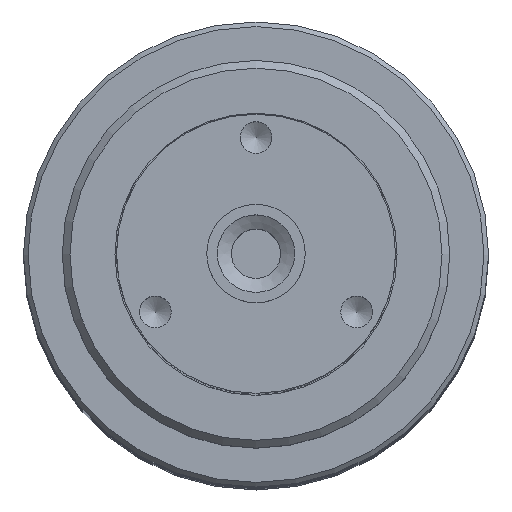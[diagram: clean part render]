
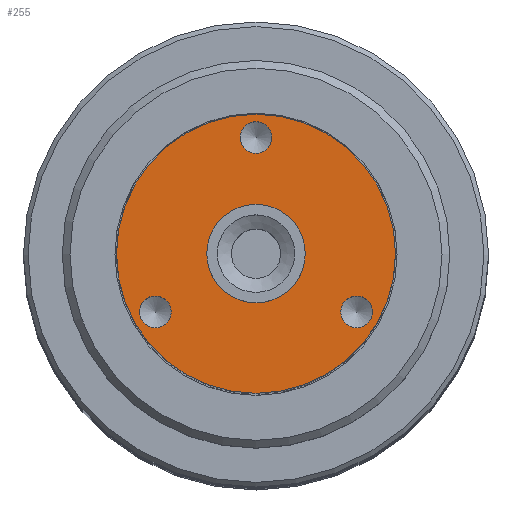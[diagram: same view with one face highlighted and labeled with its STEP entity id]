
A CAD part, top view. The second image highlights one B-rep face of the part: STEP entity #255.
In plain terms, the highlighted planar face has unit normal (0, 0, 1).
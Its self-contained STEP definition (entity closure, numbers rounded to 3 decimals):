
#255=ADVANCED_FACE('',(#589,#590,#591,#592,#593),#594,.T.);
#589=FACE_BOUND('',#1054,.T.);
#590=FACE_BOUND('',#1055,.T.);
#591=FACE_BOUND('',#1056,.T.);
#592=FACE_BOUND('',#1057,.T.);
#593=FACE_OUTER_BOUND('',#1058,.T.);
#594=PLANE('',#1059);
#1054=EDGE_LOOP('',(#1834));
#1055=EDGE_LOOP('',(#1835));
#1056=EDGE_LOOP('',(#1836));
#1057=EDGE_LOOP('',(#1837));
#1058=EDGE_LOOP('',(#1838));
#1059=AXIS2_PLACEMENT_3D('',#1839,#1840,#1841);
#1834=ORIENTED_EDGE('',*,*,#2351,.T.);
#1835=ORIENTED_EDGE('',*,*,#2350,.T.);
#1836=ORIENTED_EDGE('',*,*,#2349,.T.);
#1837=ORIENTED_EDGE('',*,*,#2348,.T.);
#1838=ORIENTED_EDGE('',*,*,#2362,.F.);
#1839=CARTESIAN_POINT('',(0.0,0.0,116.2));
#1840=DIRECTION('',(0.0,0.0,1.0));
#1841=DIRECTION('',(1.0,0.0,0.0));
#2348=EDGE_CURVE('',#2798,#2798,#2799,.T.);
#2349=EDGE_CURVE('',#2800,#2800,#2801,.T.);
#2350=EDGE_CURVE('',#2802,#2802,#2803,.T.);
#2351=EDGE_CURVE('',#2804,#2804,#2805,.T.);
#2362=EDGE_CURVE('',#2822,#2822,#2823,.T.);
#2798=VERTEX_POINT('',#3243);
#2799=CIRCLE('',#3244,2.5);
#2800=VERTEX_POINT('',#3245);
#2801=CIRCLE('',#3246,1.025);
#2802=VERTEX_POINT('',#3247);
#2803=CIRCLE('',#3248,1.025);
#2804=VERTEX_POINT('',#3249);
#2805=CIRCLE('',#3250,1.025);
#2822=VERTEX_POINT('',#3273);
#2823=CIRCLE('',#3274,9.0);
#3243=CARTESIAN_POINT('',(2.5,0.,116.2));
#3244=AXIS2_PLACEMENT_3D('',#3895,#3896,#3897);
#3245=CARTESIAN_POINT('',(1.025,7.5,116.2));
#3246=AXIS2_PLACEMENT_3D('',#3898,#3899,#3900);
#3247=CARTESIAN_POINT('',(7.52,-3.75,116.2));
#3248=AXIS2_PLACEMENT_3D('',#3901,#3902,#3903);
#3249=CARTESIAN_POINT('',(-5.47,-3.75,116.2));
#3250=AXIS2_PLACEMENT_3D('',#3904,#3905,#3906);
#3273=CARTESIAN_POINT('',(9.0,0.0,116.2));
#3274=AXIS2_PLACEMENT_3D('',#3925,#3926,#3927);
#3895=CARTESIAN_POINT('',(0.0,0.,116.2));
#3896=DIRECTION('',(0.0,0.0,-1.0));
#3897=DIRECTION('',(1.0,0.0,0.0));
#3898=CARTESIAN_POINT('',(0.0,7.5,116.2));
#3899=DIRECTION('',(0.0,0.0,-1.0));
#3900=DIRECTION('',(1.0,0.0,0.0));
#3901=CARTESIAN_POINT('',(6.495,-3.75,116.2));
#3902=DIRECTION('',(0.0,0.0,-1.0));
#3903=DIRECTION('',(1.0,0.0,0.0));
#3904=CARTESIAN_POINT('',(-6.495,-3.75,116.2));
#3905=DIRECTION('',(0.0,0.0,-1.0));
#3906=DIRECTION('',(1.0,0.0,0.0));
#3925=CARTESIAN_POINT('',(0.0,0.0,116.2));
#3926=DIRECTION('',(0.0,0.0,-1.0));
#3927=DIRECTION('',(1.0,0.0,0.0));
